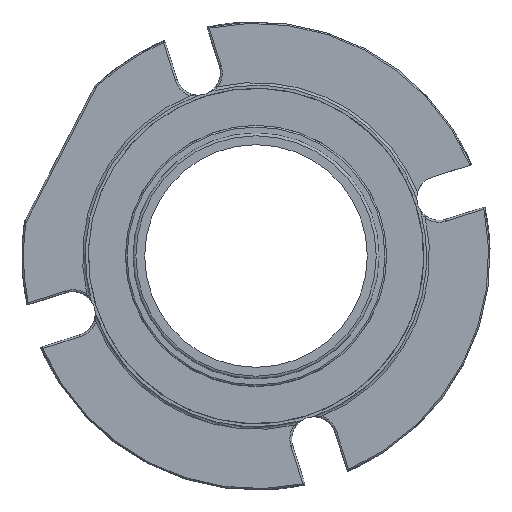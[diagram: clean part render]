
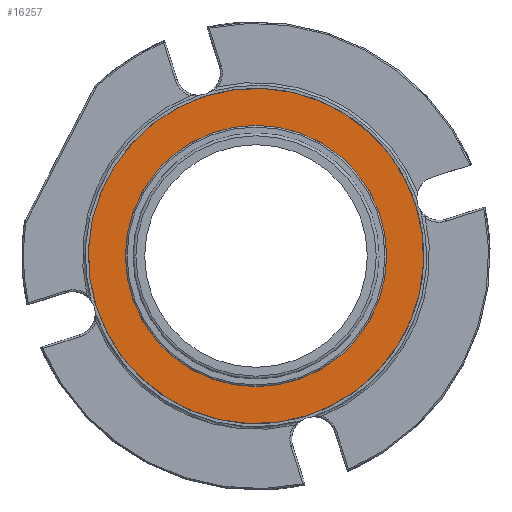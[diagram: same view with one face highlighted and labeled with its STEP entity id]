
A CAD part, left-side view. The second image highlights one B-rep face of the part: STEP entity #16257.
In plain terms, the highlighted planar face has unit normal (-1, 0, 0).
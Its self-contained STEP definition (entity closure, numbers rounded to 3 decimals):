
#5627=ORIENTED_EDGE('',*,*,#7362,.T.);
#5628=ORIENTED_EDGE('',*,*,#7363,.T.);
#7362=EDGE_CURVE('',#8469,#8469,#9058,.T.);
#7363=EDGE_CURVE('',#8470,#8470,#9059,.T.);
#8469=VERTEX_POINT('',#29080);
#8470=VERTEX_POINT('',#29083);
#9058=CIRCLE('',#17436,70.803);
#9059=CIRCLE('',#17438,90.869);
#9822=EDGE_LOOP('',(#5627));
#9823=EDGE_LOOP('',(#5628));
#10592=FACE_BOUND('',#9822,.T.);
#10593=FACE_BOUND('',#9823,.T.);
#10834=PLANE('',#17437);
#16257=ADVANCED_FACE('',(#10592,#10593),#10834,.F.);
#17436=AXIS2_PLACEMENT_3D('',#29079,#20359,#20360);
#17437=AXIS2_PLACEMENT_3D('',#29081,#20361,#20362);
#17438=AXIS2_PLACEMENT_3D('',#29082,#20363,#20364);
#20359=DIRECTION('',(1.,0.,0.));
#20360=DIRECTION('',(0.,0.,-1.));
#20361=DIRECTION('',(1.,0.,0.));
#20362=DIRECTION('',(0.,-0.845,-0.536));
#20363=DIRECTION('',(-1.,0.,0.));
#20364=DIRECTION('',(0.,0.845,0.536));
#29079=CARTESIAN_POINT('',(0.275,0.,0.));
#29080=CARTESIAN_POINT('',(0.275,0.,-70.803));
#29081=CARTESIAN_POINT('',(0.275,76.742,48.66));
#29082=CARTESIAN_POINT('',(0.275,0.,0.));
#29083=CARTESIAN_POINT('',(0.275,76.742,48.66));
